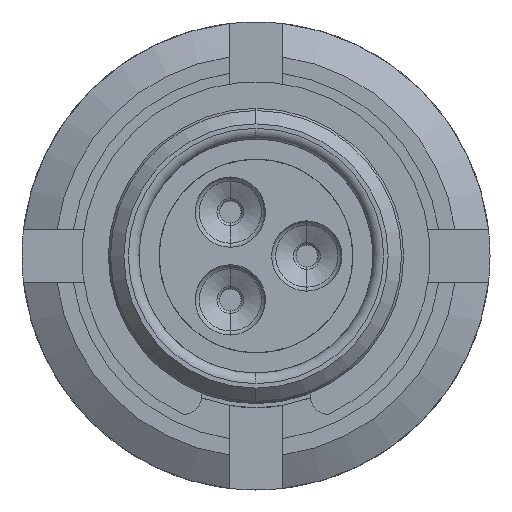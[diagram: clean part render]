
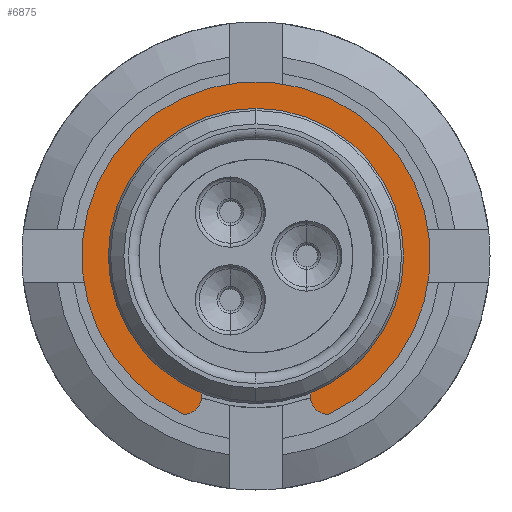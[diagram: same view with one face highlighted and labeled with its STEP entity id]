
A CAD part, left-side view. The second image highlights one B-rep face of the part: STEP entity #6875.
In plain terms, the highlighted planar face has unit normal (-1, 0, 0).
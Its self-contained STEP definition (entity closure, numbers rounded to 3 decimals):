
#740 = DIRECTION ( 'NONE',  ( 1., 0., 0. ) ) ;
#2451 = CIRCLE ( 'NONE', #17853, 0.688 ) ;
#2921 = EDGE_CURVE ( 'NONE', #20284, #3274, #26736, .T. ) ;
#3097 = DIRECTION ( 'NONE',  ( 0., 0., -1. ) ) ;
#3274 = VERTEX_POINT ( 'NONE', #5436 ) ;
#3368 = DIRECTION ( 'NONE',  ( 1., 0., 0. ) ) ;
#4877 = EDGE_CURVE ( 'NONE', #9473, #23886, #2451, .T. ) ;
#5436 = CARTESIAN_POINT ( 'NONE',  ( 10.412, -2.73, -4.582 ) ) ;
#6875 = ADVANCED_FACE ( 'NONE', ( #17688 ), #20995, .F. ) ;
#8218 = CARTESIAN_POINT ( 'NONE',  ( 10.412, -2.73, -5.27 ) ) ;
#9376 = CARTESIAN_POINT ( 'NONE',  ( 10.412, 2.731, -4.582 ) ) ;
#9473 = VERTEX_POINT ( 'NONE', #9376 ) ;
#10139 = ORIENTED_EDGE ( 'NONE', *, *, #18811, .T. ) ;
#10870 = DIRECTION ( 'NONE',  ( 1., 0., 0. ) ) ;
#13074 = ORIENTED_EDGE ( 'NONE', *, *, #30784, .F. ) ;
#14975 = CARTESIAN_POINT ( 'NONE',  ( 10.412, 2.731, -5.957 ) ) ;
#15577 = EDGE_LOOP ( 'NONE', ( #13074, #15699, #10139, #19159 ) ) ;
#15600 = DIRECTION ( 'NONE',  ( 0., 0., -1. ) ) ;
#15699 = ORIENTED_EDGE ( 'NONE', *, *, #4877, .F. ) ;
#17431 = DIRECTION ( 'NONE',  ( 1., 0., 0. ) ) ;
#17688 = FACE_OUTER_BOUND ( 'NONE', #15577, .T. ) ;
#17853 = AXIS2_PLACEMENT_3D ( 'NONE', #28315, #740, #3097 ) ;
#18182 = CARTESIAN_POINT ( 'NONE',  ( 10.412, 0., 0. ) ) ;
#18293 = DIRECTION ( 'NONE',  ( 0., 0., -1. ) ) ;
#18523 = AXIS2_PLACEMENT_3D ( 'NONE', #18182, #3368, #15600 ) ;
#18811 = EDGE_CURVE ( 'NONE', #9473, #3274, #25364, .T. ) ;
#19159 = ORIENTED_EDGE ( 'NONE', *, *, #2921, .F. ) ;
#19289 = CIRCLE ( 'NONE', #18523, 6.553 ) ;
#19951 = CARTESIAN_POINT ( 'NONE',  ( 10.412, 0., 0. ) ) ;
#20284 = VERTEX_POINT ( 'NONE', #20706 ) ;
#20706 = CARTESIAN_POINT ( 'NONE',  ( 10.412, -2.73, -5.957 ) ) ;
#20995 = PLANE ( 'NONE',  #30052 ) ;
#22293 = AXIS2_PLACEMENT_3D ( 'NONE', #19951, #17431, #22443 ) ;
#22443 = DIRECTION ( 'NONE',  ( 0., 0., -1. ) ) ;
#23886 = VERTEX_POINT ( 'NONE', #14975 ) ;
#25364 = CIRCLE ( 'NONE', #22293, 5.334 ) ;
#26014 = DIRECTION ( 'NONE',  ( 0., 0., -1. ) ) ;
#26736 = CIRCLE ( 'NONE', #32233, 0.688 ) ;
#28315 = CARTESIAN_POINT ( 'NONE',  ( 10.412, 2.731, -5.269 ) ) ;
#28317 = CARTESIAN_POINT ( 'NONE',  ( 10.412, 0., 0. ) ) ;
#30052 = AXIS2_PLACEMENT_3D ( 'NONE', #28317, #30899, #26014 ) ;
#30784 = EDGE_CURVE ( 'NONE', #23886, #20284, #19289, .T. ) ;
#30899 = DIRECTION ( 'NONE',  ( 1., 0., 0. ) ) ;
#32233 = AXIS2_PLACEMENT_3D ( 'NONE', #8218, #10870, #18293 ) ;
